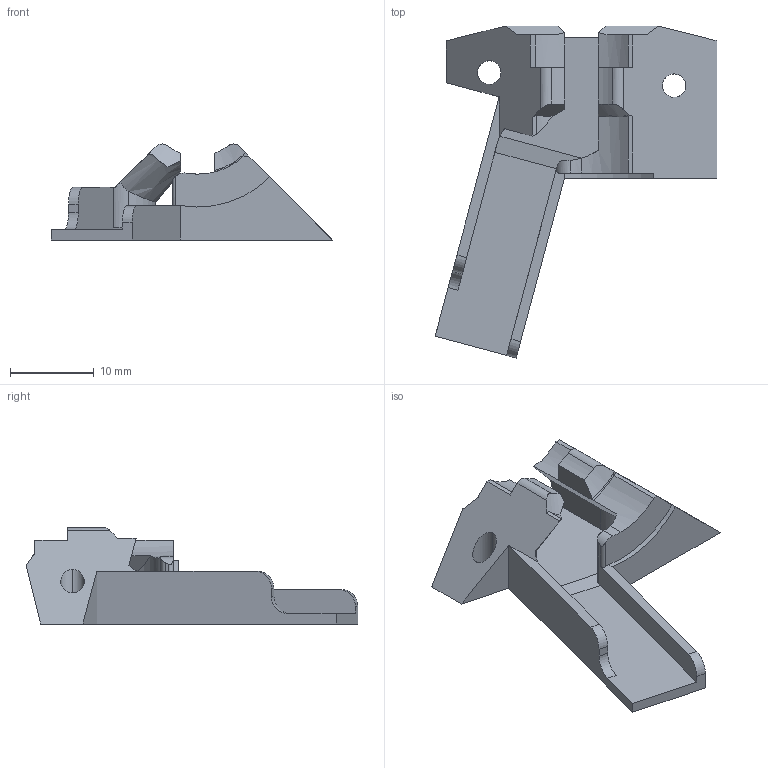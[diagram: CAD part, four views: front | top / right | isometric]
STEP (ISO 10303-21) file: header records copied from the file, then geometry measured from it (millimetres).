
FILE_DESCRIPTION (( 'STEP AP203' ), '1' );
FILE_NAME ('15_SOuflerie tete 4-2.STEP', '2016-09-13T09:26:11', ( '' ), ( '' ), 'SwSTEP 2.0', 'SolidWorks 2016', '' );
FILE_SCHEMA (( 'CONFIG_CONTROL_DESIGN' ));
Length unit declared in the file: millimetre
Products named in the file (1): 15_SOuflerie tete 4-2
Bounding box: 33.55 x 39.52 x 11.44 mm (x, y, z)
Volume: 2678 mm3; surface area: 2665.9 mm2
Topology: 1 solids, 1 shells, 69 faces, 191 edges, 124 vertices
Faces by surface type: plane 38, cylinder 23, torus 4, cone 2, bspline 2
Entity records: 2358 total; most frequent: CARTESIAN_POINT 562, ORIENTED_EDGE 382, DIRECTION 334, EDGE_CURVE 191, VERTEX_POINT 124, VECTOR 114, LINE 114, AXIS2_PLACEMENT_3D 110
